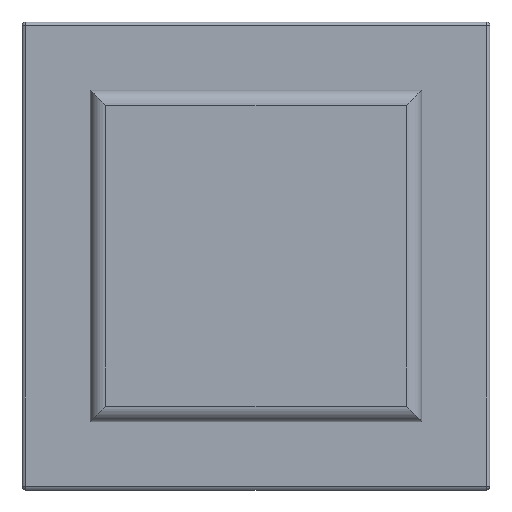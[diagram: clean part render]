
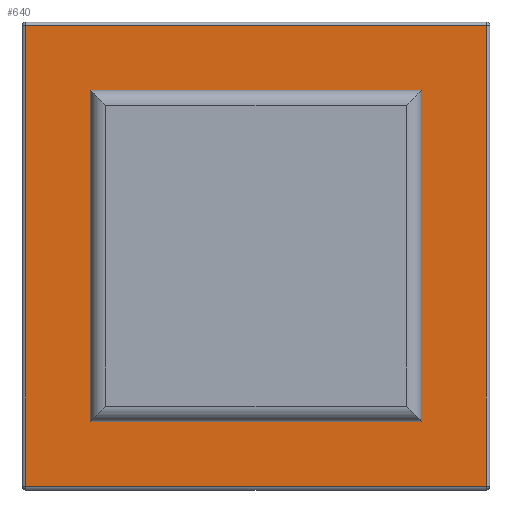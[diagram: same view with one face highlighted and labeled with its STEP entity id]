
A CAD part, top view. The second image highlights one B-rep face of the part: STEP entity #640.
In plain terms, the highlighted planar face has unit normal (0, 0, 1).
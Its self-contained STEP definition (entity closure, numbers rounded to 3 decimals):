
#84=ORIENTED_EDGE('',*,*,#260,.T.);
#85=ORIENTED_EDGE('',*,*,#261,.T.);
#86=ORIENTED_EDGE('',*,*,#262,.T.);
#87=ORIENTED_EDGE('',*,*,#263,.T.);
#88=ORIENTED_EDGE('',*,*,#264,.F.);
#89=ORIENTED_EDGE('',*,*,#265,.F.);
#90=ORIENTED_EDGE('',*,*,#266,.F.);
#91=ORIENTED_EDGE('',*,*,#267,.F.);
#260=EDGE_CURVE('',#348,#349,#400,.T.);
#261=EDGE_CURVE('',#349,#350,#401,.T.);
#262=EDGE_CURVE('',#350,#351,#402,.T.);
#263=EDGE_CURVE('',#351,#348,#403,.T.);
#264=EDGE_CURVE('',#352,#353,#404,.T.);
#265=EDGE_CURVE('',#354,#352,#405,.T.);
#266=EDGE_CURVE('',#355,#354,#406,.T.);
#267=EDGE_CURVE('',#353,#355,#407,.T.);
#348=VERTEX_POINT('',#1010);
#349=VERTEX_POINT('',#1011);
#350=VERTEX_POINT('',#1013);
#351=VERTEX_POINT('',#1015);
#352=VERTEX_POINT('',#1018);
#353=VERTEX_POINT('',#1019);
#354=VERTEX_POINT('',#1021);
#355=VERTEX_POINT('',#1023);
#400=LINE('',#1009,#452);
#401=LINE('',#1012,#453);
#402=LINE('',#1014,#454);
#403=LINE('',#1016,#455);
#404=LINE('',#1017,#456);
#405=LINE('',#1020,#457);
#406=LINE('',#1022,#458);
#407=LINE('',#1024,#459);
#452=VECTOR('',#789,1000.);
#453=VECTOR('',#790,1000.);
#454=VECTOR('',#791,1000.);
#455=VECTOR('',#792,1000.);
#456=VECTOR('',#793,1000.);
#457=VECTOR('',#794,1000.);
#458=VECTOR('',#795,1000.);
#459=VECTOR('',#796,1000.);
#504=EDGE_LOOP('',(#84,#85,#86,#87));
#505=EDGE_LOOP('',(#88,#89,#90,#91));
#562=FACE_BOUND('',#504,.T.);
#563=FACE_BOUND('',#505,.T.);
#620=PLANE('',#701);
#640=ADVANCED_FACE('',(#562,#563),#620,.T.);
#701=AXIS2_PLACEMENT_3D('',#1008,#787,#788);
#787=DIRECTION('',(0.,0.,1.));
#788=DIRECTION('',(1.,0.,0.));
#789=DIRECTION('',(0.,1.,0.));
#790=DIRECTION('',(-1.,0.,0.));
#791=DIRECTION('',(0.,-1.,0.));
#792=DIRECTION('',(1.,0.,0.));
#793=DIRECTION('',(0.,1.,0.));
#794=DIRECTION('',(1.,0.,0.));
#795=DIRECTION('',(0.,-1.,0.));
#796=DIRECTION('',(-1.,0.,0.));
#1008=CARTESIAN_POINT('',(0.,0.,57.));
#1009=CARTESIAN_POINT('',(59.,60.,57.));
#1010=CARTESIAN_POINT('',(59.,-59.,57.));
#1011=CARTESIAN_POINT('',(59.,59.,57.));
#1012=CARTESIAN_POINT('',(-60.,59.,57.));
#1013=CARTESIAN_POINT('',(-59.,59.,57.));
#1014=CARTESIAN_POINT('',(-59.,-60.,57.));
#1015=CARTESIAN_POINT('',(-59.,-59.,57.));
#1016=CARTESIAN_POINT('',(60.,-59.,57.));
#1017=CARTESIAN_POINT('',(42.5,-42.5,57.));
#1018=CARTESIAN_POINT('',(42.5,-42.5,57.));
#1019=CARTESIAN_POINT('',(42.5,42.5,57.));
#1020=CARTESIAN_POINT('',(-42.5,-42.5,57.));
#1021=CARTESIAN_POINT('',(-42.5,-42.5,57.));
#1022=CARTESIAN_POINT('',(-42.5,42.5,57.));
#1023=CARTESIAN_POINT('',(-42.5,42.5,57.));
#1024=CARTESIAN_POINT('',(42.5,42.5,57.));
